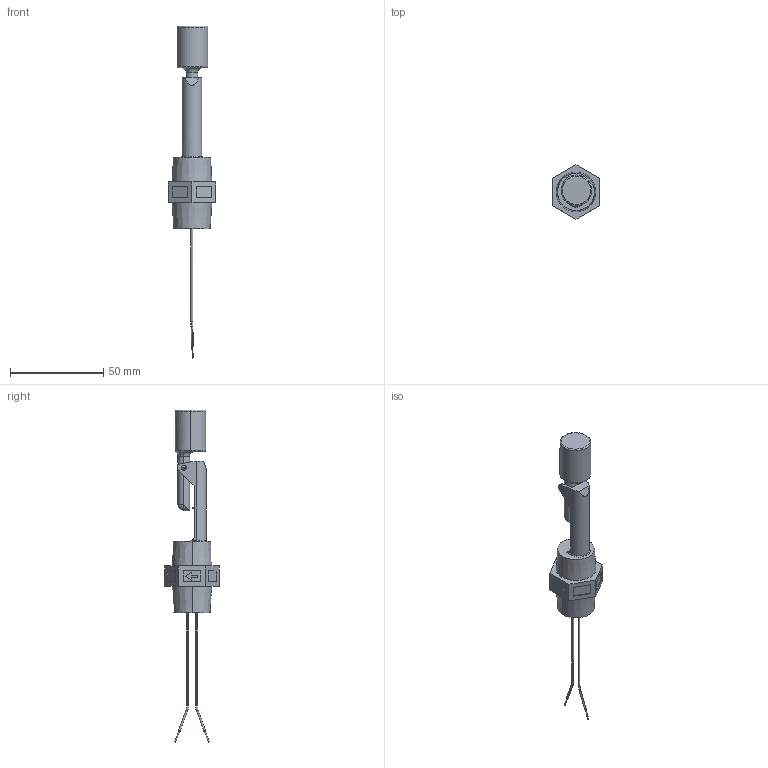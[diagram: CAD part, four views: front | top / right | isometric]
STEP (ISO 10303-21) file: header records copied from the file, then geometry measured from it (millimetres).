
FILE_DESCRIPTION (( 'STEP AP214' ), '1' );
FILE_NAME ('FLS-HM-100.STEP', '2014-01-31T18:33:24', ( '' ), ( '' ), 'SwSTEP 2.0', 'SolidWorks 2013', '' );
FILE_SCHEMA (( 'AUTOMOTIVE_DESIGN' ));
Length unit declared in the file: inch
Products named in the file (1): FLS-HM-100
Bounding box: 25.4 x 29.33 x 178.28 mm (x, y, z)
Volume: 23681.4 mm3; surface area: 9532.7 mm2
Topology: 6 solids, 6 shells, 163 faces, 393 edges, 249 vertices
Faces by surface type: plane 88, cylinder 41, torus 17, bspline 8, sphere 5, cone 4
Entity records: 5507 total; most frequent: CARTESIAN_POINT 1598, DIRECTION 802, ORIENTED_EDGE 774, EDGE_CURVE 387, AXIS2_PLACEMENT_3D 286, VERTEX_POINT 248, VECTOR 230, LINE 230
